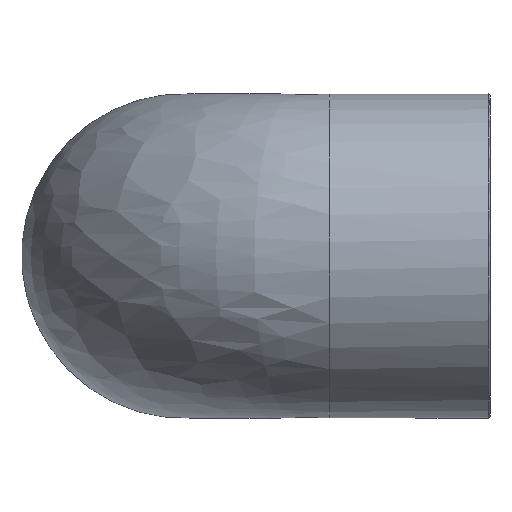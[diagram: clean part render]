
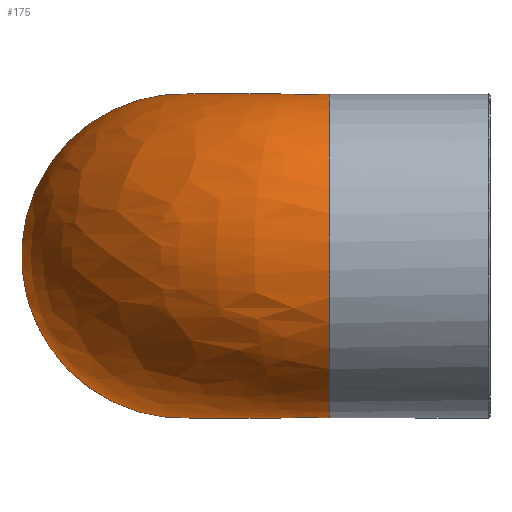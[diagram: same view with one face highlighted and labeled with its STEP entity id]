
A CAD part, left-side view. The second image highlights one B-rep face of the part: STEP entity #175.
In plain terms, the highlighted free-form (B-spline) face has degree [2, 2] with [9, 3] control points.
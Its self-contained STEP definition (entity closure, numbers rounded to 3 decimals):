
#41=CIRCLE('',#195,44.5);
#42=CIRCLE('',#196,44.5);
#55=(
BOUNDED_SURFACE()
B_SPLINE_SURFACE(2,2,((#325,#326,#327),(#328,#329,#330),(#331,#332,#333),
(#334,#335,#336),(#337,#338,#339),(#340,#341,#342),(#343,#344,#345),(#346,
#347,#348),(#349,#350,#351)),.UNSPECIFIED.,.F.,.F.,.F.)
B_SPLINE_SURFACE_WITH_KNOTS((3,2,2,2,3),(3,3),(-2.667,-1.333,
0.,1.333,2.667),(0.,1.571),
 .UNSPECIFIED.)
GEOMETRIC_REPRESENTATION_ITEM()
RATIONAL_B_SPLINE_SURFACE(((1.,0.707,1.),(0.786,
0.556,0.786),(1.,0.707,1.),(0.786,
0.556,0.786),(1.,0.707,1.),(0.786,
0.556,0.786),(1.,0.707,1.),(0.786,
0.556,0.786),(1.,0.707,1.)))
REPRESENTATION_ITEM('')
SURFACE()
);
#57=FACE_OUTER_BOUND('',#72,.T.);
#72=EDGE_LOOP('',(#141,#142,#143,#144));
#99=ELLIPSE('',#191,0.53,0.5);
#101=ELLIPSE('',#193,0.53,0.5);
#103=VERTEX_POINT('',#317);
#104=VERTEX_POINT('',#318);
#105=VERTEX_POINT('',#320);
#106=VERTEX_POINT('',#322);
#119=EDGE_CURVE('',#103,#104,#99,.T.);
#121=EDGE_CURVE('',#106,#105,#101,.T.);
#123=EDGE_CURVE('',#105,#103,#41,.T.);
#124=EDGE_CURVE('',#106,#104,#42,.T.);
#141=ORIENTED_EDGE('',*,*,#121,.T.);
#142=ORIENTED_EDGE('',*,*,#123,.T.);
#143=ORIENTED_EDGE('',*,*,#119,.T.);
#144=ORIENTED_EDGE('',*,*,#124,.F.);
#175=ADVANCED_FACE('',(#57),#55,.F.);
#191=AXIS2_PLACEMENT_3D('',#319,#224,#225);
#193=AXIS2_PLACEMENT_3D('',#323,#228,#229);
#195=AXIS2_PLACEMENT_3D('',#352,#232,#233);
#196=AXIS2_PLACEMENT_3D('',#353,#234,#235);
#224=DIRECTION('center_axis',(0.206,-0.206,-0.957));
#225=DIRECTION('ref_axis',(-0.676,0.676,-0.292));
#228=DIRECTION('center_axis',(0.206,-0.206,0.957));
#229=DIRECTION('ref_axis',(0.676,-0.676,-0.292));
#232=DIRECTION('center_axis',(0.,1.,0.));
#233=DIRECTION('ref_axis',(-1.,0.,0.));
#234=DIRECTION('center_axis',(1.,0.,0.));
#235=DIRECTION('ref_axis',(0.,1.,0.));
#317=CARTESIAN_POINT('',(39.556,44.,20.386));
#318=CARTESIAN_POINT('',(40.,44.444,20.386));
#319=CARTESIAN_POINT('Origin',(40.056,43.944,20.507));
#320=CARTESIAN_POINT('',(39.556,44.,-20.386));
#322=CARTESIAN_POINT('',(40.,44.444,-20.386));
#323=CARTESIAN_POINT('Origin',(40.056,43.944,-20.507));
#325=CARTESIAN_POINT('Ctrl Pts',(39.578,44.,20.343));
#326=CARTESIAN_POINT('Ctrl Pts',(39.578,44.422,20.343));
#327=CARTESIAN_POINT('Ctrl Pts',(40.,44.422,20.343));
#328=CARTESIAN_POINT('Ctrl Pts',(23.571,44.,51.487));
#329=CARTESIAN_POINT('Ctrl Pts',(23.571,60.429,51.487));
#330=CARTESIAN_POINT('Ctrl Pts',(40.,60.429,51.487));
#331=CARTESIAN_POINT('Ctrl Pts',(-10.465,44.,43.252));
#332=CARTESIAN_POINT('Ctrl Pts',(-10.465,94.465,43.252));
#333=CARTESIAN_POINT('Ctrl Pts',(40.,94.465,43.252));
#334=CARTESIAN_POINT('Ctrl Pts',(-44.5,44.,35.017));
#335=CARTESIAN_POINT('Ctrl Pts',(-44.5,128.5,35.017));
#336=CARTESIAN_POINT('Ctrl Pts',(40.,128.5,35.017));
#337=CARTESIAN_POINT('Ctrl Pts',(-44.5,44.,0.));
#338=CARTESIAN_POINT('Ctrl Pts',(-44.5,128.5,0.));
#339=CARTESIAN_POINT('Ctrl Pts',(40.,128.5,0.));
#340=CARTESIAN_POINT('Ctrl Pts',(-44.5,44.,-35.017));
#341=CARTESIAN_POINT('Ctrl Pts',(-44.5,128.5,-35.017));
#342=CARTESIAN_POINT('Ctrl Pts',(40.,128.5,-35.017));
#343=CARTESIAN_POINT('Ctrl Pts',(-10.465,44.,-43.252));
#344=CARTESIAN_POINT('Ctrl Pts',(-10.465,94.465,-43.252));
#345=CARTESIAN_POINT('Ctrl Pts',(40.,94.465,-43.252));
#346=CARTESIAN_POINT('Ctrl Pts',(23.571,44.,-51.487));
#347=CARTESIAN_POINT('Ctrl Pts',(23.571,60.429,-51.487));
#348=CARTESIAN_POINT('Ctrl Pts',(40.,60.429,-51.487));
#349=CARTESIAN_POINT('Ctrl Pts',(39.578,44.,-20.343));
#350=CARTESIAN_POINT('Ctrl Pts',(39.578,44.422,-20.343));
#351=CARTESIAN_POINT('Ctrl Pts',(40.,44.422,-20.343));
#352=CARTESIAN_POINT('Origin',(0.,44.,0.));
#353=CARTESIAN_POINT('Origin',(40.,84.,0.));
